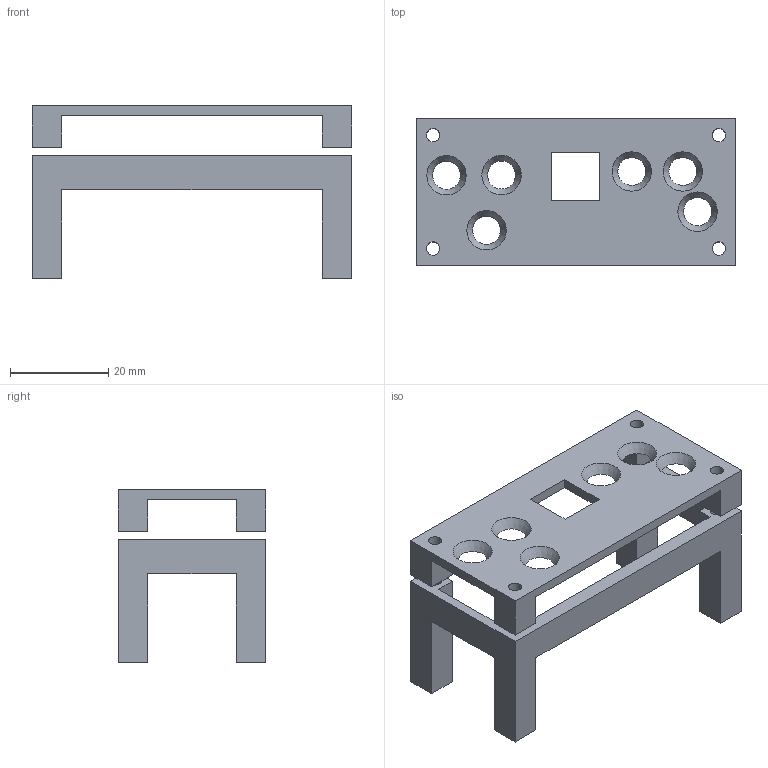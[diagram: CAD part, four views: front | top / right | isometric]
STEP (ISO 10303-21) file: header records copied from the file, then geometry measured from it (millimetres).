
FILE_DESCRIPTION(/* description */ (''),/* implementation_level */ '2;1');
FILE_NAME(/* name */ 'Yume_Thermal_Cover v2.step',/* time_stamp */ '2024-06-29T18:16:18+09:00',/* author */ (''),/* organization */ (''),/* preprocessor_version */ 'ST-DEVELOPER v20',/* originating_system */ 'Autodesk Translation Framework v12.20.1.177',/* authorisation */ '');
FILE_SCHEMA (('AUTOMOTIVE_DESIGN { 1 0 10303 214 3 1 1 }'));
Length unit declared in the file: millimetre
Products named in the file (1): Yume_Thermal_Cover
Bounding box: 65 x 30 x 35.1 mm (x, y, z)
Volume: 8771.9 mm3; surface area: 9997.6 mm2
Topology: 2 solids, 2 shells, 60 faces, 168 edges, 112 vertices
Faces by surface type: plane 46, cylinder 8, cone 6
Full cylindrical faces by diameter (mm): 2.7 x8
Entity records: 2001 total; most frequent: CARTESIAN_POINT 341, ORIENTED_EDGE 336, DIRECTION 318, EDGE_CURVE 168, LINE 140, VECTOR 140, VERTEX_POINT 112, EDGE_LOOP 90
